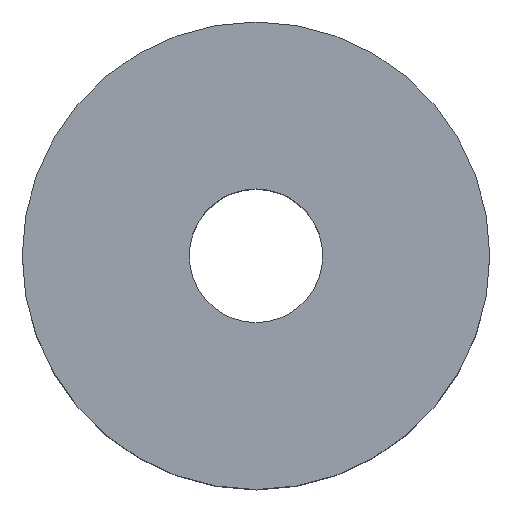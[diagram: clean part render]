
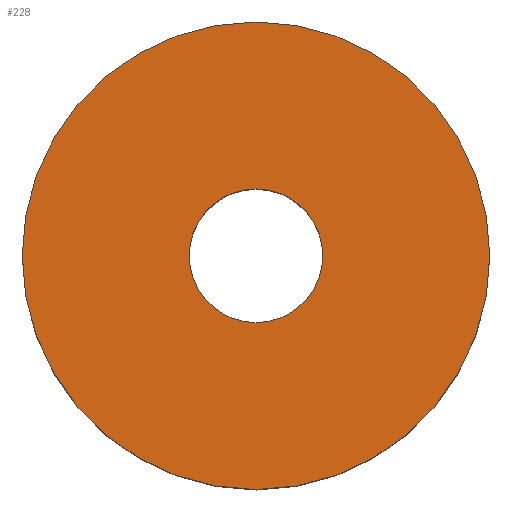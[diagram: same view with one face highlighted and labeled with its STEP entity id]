
A CAD part, top view. The second image highlights one B-rep face of the part: STEP entity #228.
In plain terms, the highlighted planar face has unit normal (0, 0, 1).
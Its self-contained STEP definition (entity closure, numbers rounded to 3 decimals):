
#3 = ORIENTED_EDGE ( 'NONE', *, *, #283, .T. ) ;
#4 = ORIENTED_EDGE ( 'NONE', *, *, #129, .T. ) ;
#6 = CARTESIAN_POINT ( 'NONE',  ( 14., 0., 13. ) ) ;
#11 = CARTESIAN_POINT ( 'NONE',  ( 0., 0., 13. ) ) ;
#22 = DIRECTION ( 'NONE',  ( 0., 0., 1. ) ) ;
#31 = CIRCLE ( 'NONE', #44, 4. ) ;
#44 = AXIS2_PLACEMENT_3D ( 'NONE', #209, #216, #99 ) ;
#46 = CARTESIAN_POINT ( 'NONE',  ( 0., 0., 13. ) ) ;
#59 = VERTEX_POINT ( 'NONE', #6 ) ;
#61 = ORIENTED_EDGE ( 'NONE', *, *, #355, .T. ) ;
#62 = AXIS2_PLACEMENT_3D ( 'NONE', #11, #275, #188 ) ;
#76 = CARTESIAN_POINT ( 'NONE',  ( 4., 0., 13. ) ) ;
#99 = DIRECTION ( 'NONE',  ( -1., 0., 0. ) ) ;
#100 = AXIS2_PLACEMENT_3D ( 'NONE', #314, #250, #217 ) ;
#104 = DIRECTION ( 'NONE',  ( -1., 0., 0. ) ) ;
#105 = PLANE ( 'NONE',  #100 ) ;
#110 = CARTESIAN_POINT ( 'NONE',  ( 0., 0., 13. ) ) ;
#123 = CIRCLE ( 'NONE', #144, 14. ) ;
#124 = EDGE_CURVE ( 'NONE', #155, #59, #180, .T. ) ;
#129 = EDGE_CURVE ( 'NONE', #260, #350, #31, .T. ) ;
#144 = AXIS2_PLACEMENT_3D ( 'NONE', #110, #22, #317 ) ;
#155 = VERTEX_POINT ( 'NONE', #361 ) ;
#173 = CARTESIAN_POINT ( 'NONE',  ( -4., 0., 13. ) ) ;
#180 = CIRCLE ( 'NONE', #62, 14. ) ;
#188 = DIRECTION ( 'NONE',  ( 1., 0., 0. ) ) ;
#196 = FACE_OUTER_BOUND ( 'NONE', #214, .T. ) ;
#209 = CARTESIAN_POINT ( 'NONE',  ( 0., 0., 13. ) ) ;
#214 = EDGE_LOOP ( 'NONE', ( #232, #61 ) ) ;
#216 = DIRECTION ( 'NONE',  ( 0., 0., -1. ) ) ;
#217 = DIRECTION ( 'NONE',  ( 1., 0., 0. ) ) ;
#218 = AXIS2_PLACEMENT_3D ( 'NONE', #46, #365, #104 ) ;
#228 = ADVANCED_FACE ( 'NONE', ( #307, #196 ), #105, .T. ) ;
#231 = EDGE_LOOP ( 'NONE', ( #3, #4 ) ) ;
#232 = ORIENTED_EDGE ( 'NONE', *, *, #124, .T. ) ;
#250 = DIRECTION ( 'NONE',  ( 0., 0., 1. ) ) ;
#260 = VERTEX_POINT ( 'NONE', #76 ) ;
#271 = CIRCLE ( 'NONE', #218, 4. ) ;
#275 = DIRECTION ( 'NONE',  ( 0., 0., 1. ) ) ;
#283 = EDGE_CURVE ( 'NONE', #350, #260, #271, .T. ) ;
#307 = FACE_BOUND ( 'NONE', #231, .T. ) ;
#314 = CARTESIAN_POINT ( 'NONE',  ( 0., 0., 13. ) ) ;
#317 = DIRECTION ( 'NONE',  ( 1., 0., 0. ) ) ;
#350 = VERTEX_POINT ( 'NONE', #173 ) ;
#355 = EDGE_CURVE ( 'NONE', #59, #155, #123, .T. ) ;
#361 = CARTESIAN_POINT ( 'NONE',  ( -14., 0., 13. ) ) ;
#365 = DIRECTION ( 'NONE',  ( 0., 0., -1. ) ) ;
